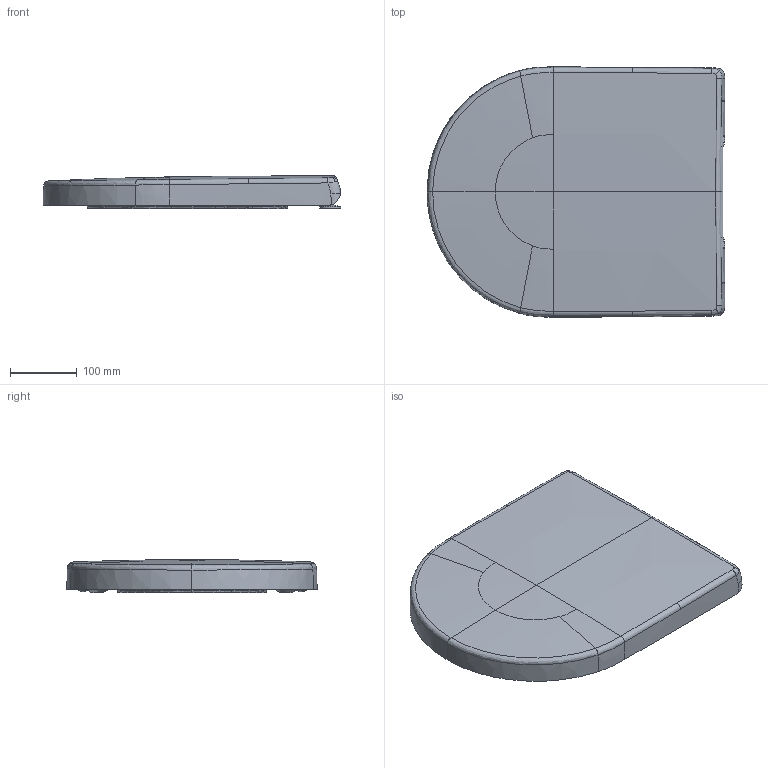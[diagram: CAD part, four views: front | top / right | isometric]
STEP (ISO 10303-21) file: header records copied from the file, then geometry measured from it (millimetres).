
FILE_DESCRIPTION(/* description */ (''),/* implementation_level */ '2;1');
FILE_NAME(/* name */ '9M77C1.stp',/* time_stamp */ '2019-01-03T12:19:01+01:00',/* author */ (''),/* organization */ (''),/* preprocessor_version */ 'ST-DEVELOPER v16',/* originating_system */ 'SIEMENS PLM Software NX 10.0',/* authorisation */ '');
FILE_SCHEMA (('AUTOMOTIVE_DESIGN { 1 0 10303 214 3 1 1 1 }'));
Products named in the file (1): Sier1CF43A63qrm7
Bounding box: 444.96 x 373.89 x 49.31 mm (x, y, z)
Volume: 1750009.1 mm3; surface area: 643805.1 mm2
Topology: 4 solids, 16 shells, 1031 faces, 2602 edges, 1611 vertices
Faces by surface type: bspline 740, plane 221, cylinder 52, cone 14, sphere 4
Entity records: 79323 total; most frequent: CARTESIAN_POINT 61786, ORIENTED_EDGE 5196, EDGE_CURVE 2598, B_SPLINE_CURVE_WITH_KNOTS 2462, VERTEX_POINT 1611, EDGE_LOOP 1073, ADVANCED_FACE 1031, FACE_OUTER_BOUND 989
